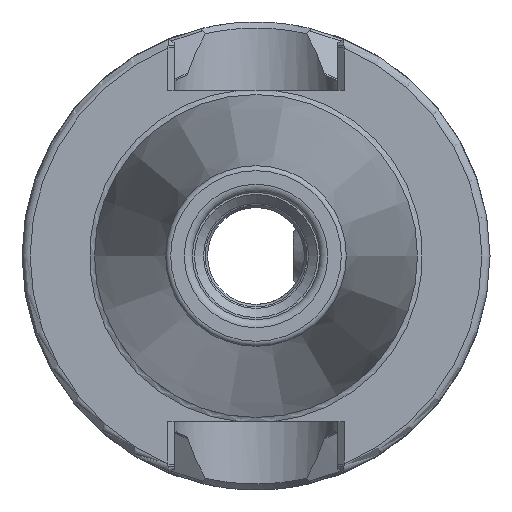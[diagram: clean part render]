
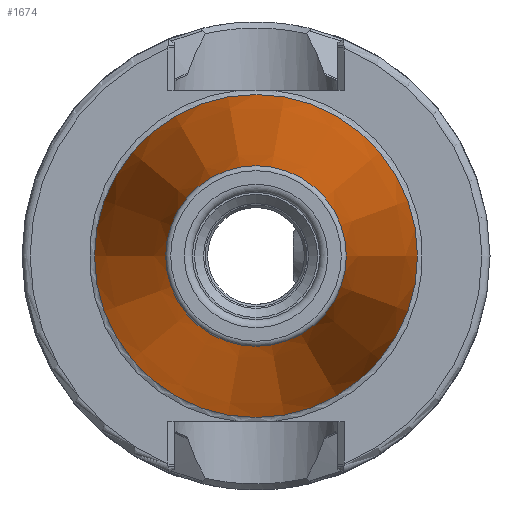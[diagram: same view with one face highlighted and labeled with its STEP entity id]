
A CAD part, left-side view. The second image highlights one B-rep face of the part: STEP entity #1674.
In plain terms, the highlighted conical face has half-angle 8.297 degrees and reference radius 12.377 mm.
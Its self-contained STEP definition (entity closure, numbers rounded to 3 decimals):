
#76=CONICAL_SURFACE('',#1895,12.377,0.145);
#189=LINE('',#3798,#278);
#278=VECTOR('',#2277,12.377);
#370=CIRCLE('',#1891,8.879);
#371=CIRCLE('',#1892,8.879);
#374=CIRCLE('',#1896,15.875);
#488=FACE_OUTER_BOUND('',#596,.T.);
#596=EDGE_LOOP('',(#1477,#1478,#1479,#1480,#1481));
#817=VERTEX_POINT('',#3788);
#818=VERTEX_POINT('',#3789);
#820=VERTEX_POINT('',#3796);
#1042=EDGE_CURVE('',#817,#818,#370,.T.);
#1043=EDGE_CURVE('',#818,#817,#371,.T.);
#1046=EDGE_CURVE('',#820,#820,#374,.T.);
#1047=EDGE_CURVE('',#820,#817,#189,.T.);
#1477=ORIENTED_EDGE('',*,*,#1046,.F.);
#1478=ORIENTED_EDGE('',*,*,#1047,.T.);
#1479=ORIENTED_EDGE('',*,*,#1042,.T.);
#1480=ORIENTED_EDGE('',*,*,#1043,.T.);
#1481=ORIENTED_EDGE('',*,*,#1047,.F.);
#1674=ADVANCED_FACE('',(#488),#76,.T.);
#1891=AXIS2_PLACEMENT_3D('',#3790,#2265,#2266);
#1892=AXIS2_PLACEMENT_3D('',#3791,#2267,#2268);
#1895=AXIS2_PLACEMENT_3D('',#3795,#2273,#2274);
#1896=AXIS2_PLACEMENT_3D('',#3797,#2275,#2276);
#2265=DIRECTION('center_axis',(1.,0.,0.));
#2266=DIRECTION('ref_axis',(0.,0.,-1.));
#2267=DIRECTION('center_axis',(1.,0.,0.));
#2268=DIRECTION('ref_axis',(0.,0.,-1.));
#2273=DIRECTION('center_axis',(1.,0.,0.));
#2274=DIRECTION('ref_axis',(0.,1.,0.));
#2275=DIRECTION('center_axis',(1.,0.,0.));
#2276=DIRECTION('ref_axis',(0.,0.,-1.));
#2277=DIRECTION('',(-0.99,0.144,0.));
#3788=CARTESIAN_POINT('',(-47.972,-8.879,0.));
#3789=CARTESIAN_POINT('',(-47.972,0.,8.879));
#3790=CARTESIAN_POINT('Origin',(-47.972,0.,
0.));
#3791=CARTESIAN_POINT('Origin',(-47.972,0.,
0.));
#3795=CARTESIAN_POINT('Origin',(-23.986,0.,
0.));
#3796=CARTESIAN_POINT('',(0.,-15.875,0.));
#3797=CARTESIAN_POINT('Origin',(0.,0.,
0.));
#3798=CARTESIAN_POINT('',(-23.986,-12.377,0.));
